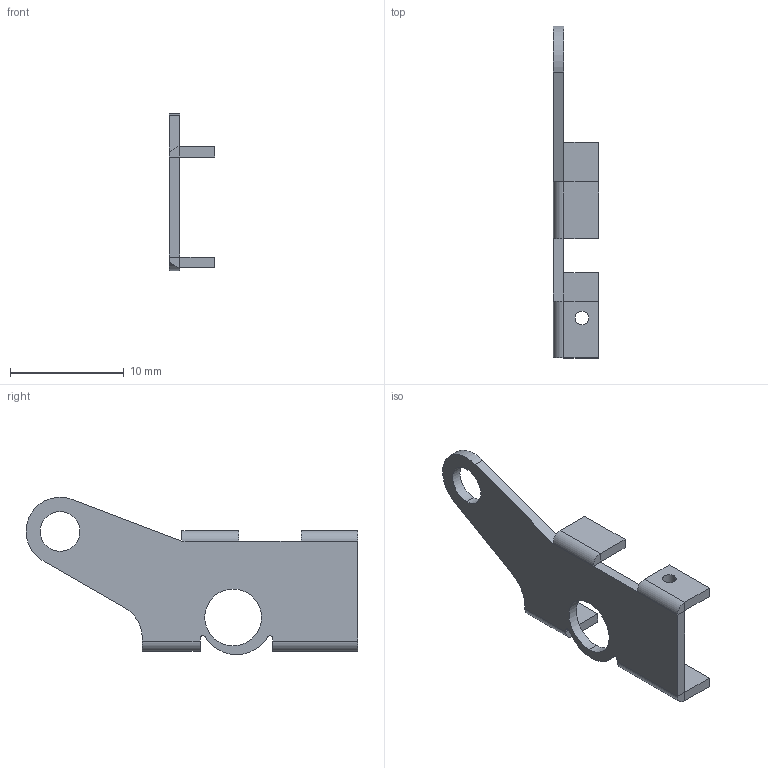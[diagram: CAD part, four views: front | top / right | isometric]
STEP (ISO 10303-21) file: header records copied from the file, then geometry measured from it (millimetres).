
FILE_DESCRIPTION (( 'STEP AP214' ), '1' );
FILE_NAME ('Accumulator - Fork Axle Holder.STEP', '2025-07-06T08:34:40', ( '' ), ( '' ), 'SwSTEP 2.0', 'SolidWorks 2025', '' );
FILE_SCHEMA (( 'AUTOMOTIVE_DESIGN' ));
Length unit declared in the file: millimetre
Products named in the file (1): Accumulator - Fork Axle Holder
Bounding box: 3.99 x 29.23 x 13.86 mm (x, y, z)
Volume: 264.4 mm3; surface area: 716.7 mm2
Topology: 1 solids, 1 shells, 59 faces, 139 edges, 82 vertices
Faces by surface type: plane 37, cylinder 22
Entity records: 1711 total; most frequent: DIRECTION 303, CARTESIAN_POINT 281, ORIENTED_EDGE 278, EDGE_CURVE 139, AXIS2_PLACEMENT_3D 104, VECTOR 95, LINE 95, VERTEX_POINT 82
